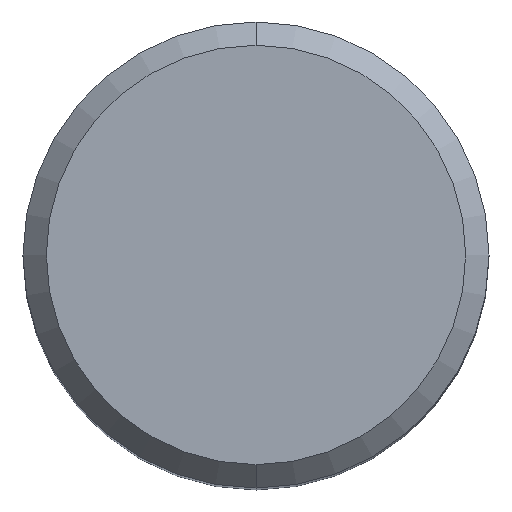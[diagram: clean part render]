
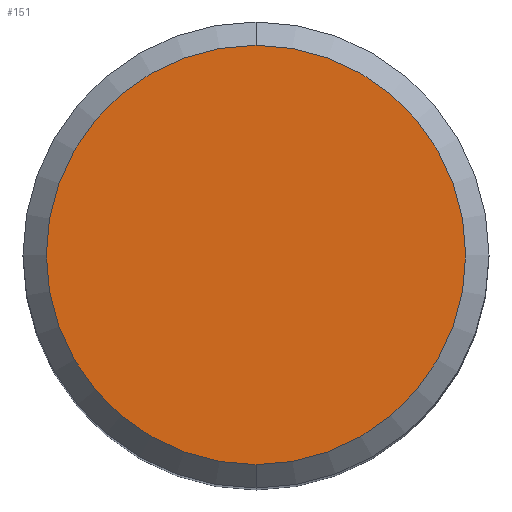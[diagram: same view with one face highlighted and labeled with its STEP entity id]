
A CAD part, top view. The second image highlights one B-rep face of the part: STEP entity #151.
In plain terms, the highlighted planar face has unit normal (0, 0, 1).
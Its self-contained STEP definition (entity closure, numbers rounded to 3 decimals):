
#113=VERTEX_POINT('',#265);
#119=EDGE_CURVE('',#221,#113,#272,.T.);
#151=ADVANCED_FACE('',(#308),#309,.T.);
#177=EDGE_CURVE('',#113,#221,#337,.T.);
#221=VERTEX_POINT('',#387);
#265=CARTESIAN_POINT('',(0.0,9.0,0.0));
#272=CIRCLE('',#443,9.0);
#308=FACE_OUTER_BOUND('',#485,.T.);
#309=PLANE('',#486);
#337=CIRCLE('',#526,9.0);
#387=CARTESIAN_POINT('',(0.,-9.0,0.0));
#443=AXIS2_PLACEMENT_3D('',#627,#628,#629);
#485=EDGE_LOOP('',(#676,#677));
#486=AXIS2_PLACEMENT_3D('',#678,#679,#680);
#526=AXIS2_PLACEMENT_3D('',#714,#715,#716);
#627=CARTESIAN_POINT('',(0.0,0.0,0.0));
#628=DIRECTION('',(0.0,0.0,-1.0));
#629=DIRECTION('',(0.0,1.0,0.0));
#676=ORIENTED_EDGE('',*,*,#177,.F.);
#677=ORIENTED_EDGE('',*,*,#119,.F.);
#678=CARTESIAN_POINT('',(0.0,4.5,0.0));
#679=DIRECTION('',(-0.0,0.0,1.0));
#680=DIRECTION('',(0.0,-1.0,0.0));
#714=CARTESIAN_POINT('',(0.0,0.0,0.0));
#715=DIRECTION('',(0.0,0.0,-1.0));
#716=DIRECTION('',(0.0,1.0,0.0));
